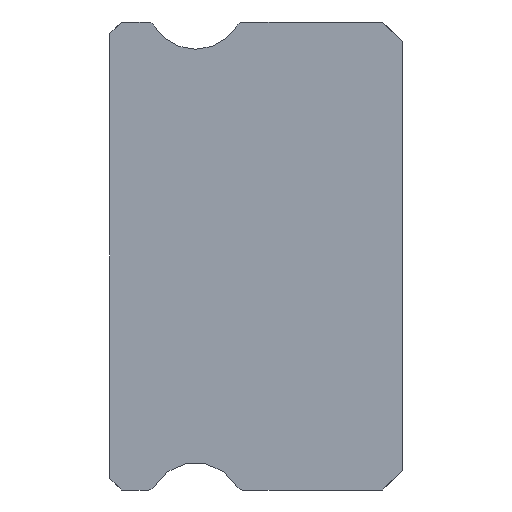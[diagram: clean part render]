
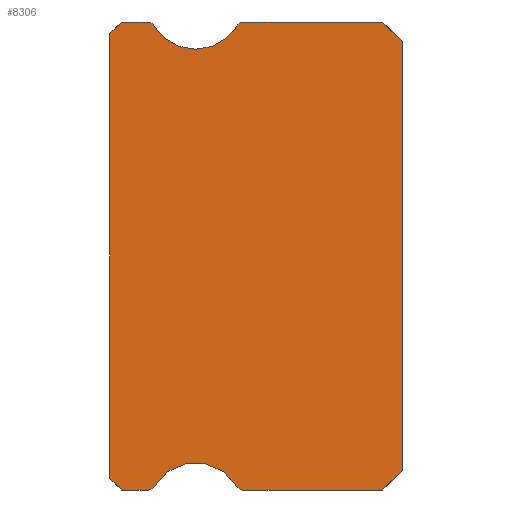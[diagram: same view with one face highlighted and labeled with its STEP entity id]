
A CAD part, left-side view. The second image highlights one B-rep face of the part: STEP entity #8306.
In plain terms, the highlighted planar face has unit normal (-1, 0, 0).
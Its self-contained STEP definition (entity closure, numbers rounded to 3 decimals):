
#122 = CARTESIAN_POINT ( 'NONE',  ( -10., 4.088, -6. ) ) ;
#176 = ORIENTED_EDGE ( 'NONE', *, *, #9917, .F. ) ;
#185 = DIRECTION ( 'NONE',  ( 0., 0., -1. ) ) ;
#327 = AXIS2_PLACEMENT_3D ( 'NONE', #5662, #4929, #3106 ) ;
#417 = VECTOR ( 'NONE', #10444, 1000. ) ;
#423 = EDGE_CURVE ( 'NONE', #5624, #2296, #2510, .T. ) ;
#495 = ORIENTED_EDGE ( 'NONE', *, *, #4675, .T. ) ;
#523 = VECTOR ( 'NONE', #3179, 1000. ) ;
#572 = CARTESIAN_POINT ( 'NONE',  ( -10., 6.383, -5.925 ) ) ;
#582 = CARTESIAN_POINT ( 'NONE',  ( -10., 7.2, 6. ) ) ;
#622 = CIRCLE ( 'NONE', #9705, 0.15 ) ;
#753 = DIRECTION ( 'NONE',  ( 0., 0., -1. ) ) ;
#796 = CARTESIAN_POINT ( 'NONE',  ( -10., 5.3, 6.55 ) ) ;
#807 = DIRECTION ( 'NONE',  ( 0., -0.707, -0.707 ) ) ;
#810 = CARTESIAN_POINT ( 'NONE',  ( -10., 6.383, 5.925 ) ) ;
#854 = DIRECTION ( 'NONE',  ( 0., 0., -1. ) ) ;
#1040 = CARTESIAN_POINT ( 'NONE',  ( -10., 4.088, -5.85 ) ) ;
#1155 = LINE ( 'NONE', #6127, #9986 ) ;
#1237 = VECTOR ( 'NONE', #4035, 1000. ) ;
#1381 = LINE ( 'NONE', #4782, #523 ) ;
#1389 = CARTESIAN_POINT ( 'NONE',  ( -10., 4.217, -5.925 ) ) ;
#1422 = PLANE ( 'NONE',  #327 ) ;
#1601 = VERTEX_POINT ( 'NONE', #7392 ) ;
#1693 = VERTEX_POINT ( 'NONE', #10869 ) ;
#1709 = CARTESIAN_POINT ( 'NONE',  ( -10., 7.2, -6. ) ) ;
#1756 = LINE ( 'NONE', #5889, #9610 ) ;
#1780 = VERTEX_POINT ( 'NONE', #3401 ) ;
#1794 = CIRCLE ( 'NONE', #6227, 1.25 ) ;
#1817 = EDGE_CURVE ( 'NONE', #1601, #2751, #9217, .T. ) ;
#1974 = CIRCLE ( 'NONE', #6388, 1.25 ) ;
#2048 = DIRECTION ( 'NONE',  ( 0., 0., 1. ) ) ;
#2156 = LINE ( 'NONE', #5588, #9172 ) ;
#2265 = DIRECTION ( 'NONE',  ( 0., 0., -1. ) ) ;
#2296 = VERTEX_POINT ( 'NONE', #5465 ) ;
#2301 = CARTESIAN_POINT ( 'NONE',  ( -10., 0.5, -6. ) ) ;
#2510 = LINE ( 'NONE', #11032, #4773 ) ;
#2523 = ORIENTED_EDGE ( 'NONE', *, *, #5732, .F. ) ;
#2718 = EDGE_CURVE ( 'NONE', #2751, #3543, #8789, .T. ) ;
#2751 = VERTEX_POINT ( 'NONE', #7873 ) ;
#2995 = ORIENTED_EDGE ( 'NONE', *, *, #3285, .F. ) ;
#3033 = DIRECTION ( 'NONE',  ( 1., 0., 0. ) ) ;
#3071 = VERTEX_POINT ( 'NONE', #9647 ) ;
#3077 = ORIENTED_EDGE ( 'NONE', *, *, #8567, .F. ) ;
#3106 = DIRECTION ( 'NONE',  ( 0., 0., -1. ) ) ;
#3158 = FACE_OUTER_BOUND ( 'NONE', #4323, .T. ) ;
#3179 = DIRECTION ( 'NONE',  ( 0., -1., 0. ) ) ;
#3285 = EDGE_CURVE ( 'NONE', #10006, #8967, #622, .T. ) ;
#3327 = ORIENTED_EDGE ( 'NONE', *, *, #10650, .T. ) ;
#3374 = ORIENTED_EDGE ( 'NONE', *, *, #8005, .F. ) ;
#3401 = CARTESIAN_POINT ( 'NONE',  ( -10., 4.088, 6. ) ) ;
#3483 = ORIENTED_EDGE ( 'NONE', *, *, #3540, .F. ) ;
#3540 = EDGE_CURVE ( 'NONE', #1693, #1780, #3817, .T. ) ;
#3543 = VERTEX_POINT ( 'NONE', #8025 ) ;
#3664 = VERTEX_POINT ( 'NONE', #9116 ) ;
#3817 = CIRCLE ( 'NONE', #10053, 0.15 ) ;
#3831 = AXIS2_PLACEMENT_3D ( 'NONE', #1040, #5337, #185 ) ;
#4035 = DIRECTION ( 'NONE',  ( 0., 0.707, -0.707 ) ) ;
#4282 = CARTESIAN_POINT ( 'NONE',  ( -10., 6.512, 6. ) ) ;
#4323 = EDGE_LOOP ( 'NONE', ( #10706, #6806, #9206, #4393, #3374, #3077, #8297, #8757, #7848, #3327, #176, #5954, #3483, #2523, #10175, #2995, #495 ) ) ;
#4363 = VERTEX_POINT ( 'NONE', #122 ) ;
#4393 = ORIENTED_EDGE ( 'NONE', *, *, #2718, .T. ) ;
#4506 = LINE ( 'NONE', #9667, #5243 ) ;
#4619 = DIRECTION ( 'NONE',  ( 1., 0., 0. ) ) ;
#4675 = EDGE_CURVE ( 'NONE', #10006, #5624, #2156, .T. ) ;
#4713 = CIRCLE ( 'NONE', #3831, 0.15 ) ;
#4755 = DIRECTION ( 'NONE',  ( 0., 1., 0. ) ) ;
#4773 = VECTOR ( 'NONE', #8445, 1000. ) ;
#4782 = CARTESIAN_POINT ( 'NONE',  ( -10., 6.512, 6. ) ) ;
#4929 = DIRECTION ( 'NONE',  ( 1., 0., 0. ) ) ;
#5009 = DIRECTION ( 'NONE',  ( -1., 0., 0. ) ) ;
#5137 = DIRECTION ( 'NONE',  ( 1., 0., 0. ) ) ;
#5243 = VECTOR ( 'NONE', #2048, 1000. ) ;
#5337 = DIRECTION ( 'NONE',  ( 1., 0., 0. ) ) ;
#5465 = CARTESIAN_POINT ( 'NONE',  ( -10., 7.5, 5.7 ) ) ;
#5588 = CARTESIAN_POINT ( 'NONE',  ( -10., 7.2, 6. ) ) ;
#5624 = VERTEX_POINT ( 'NONE', #582 ) ;
#5662 = CARTESIAN_POINT ( 'NONE',  ( -10., 6.512, 5.85 ) ) ;
#5703 = DIRECTION ( 'NONE',  ( 0., 0., -1. ) ) ;
#5732 = EDGE_CURVE ( 'NONE', #8778, #1693, #9143, .T. ) ;
#5758 = EDGE_CURVE ( 'NONE', #4363, #6304, #4713, .T. ) ;
#5776 = DIRECTION ( 'NONE',  ( 0., -0.707, -0.707 ) ) ;
#5889 = CARTESIAN_POINT ( 'NONE',  ( -10., 7.5, 5.85 ) ) ;
#5954 = ORIENTED_EDGE ( 'NONE', *, *, #7914, .F. ) ;
#6127 = CARTESIAN_POINT ( 'NONE',  ( -10., 6.512, -6. ) ) ;
#6227 = AXIS2_PLACEMENT_3D ( 'NONE', #7428, #6526, #2265 ) ;
#6286 = CARTESIAN_POINT ( 'NONE',  ( -10., 4.088, 5.85 ) ) ;
#6300 = VERTEX_POINT ( 'NONE', #2301 ) ;
#6304 = VERTEX_POINT ( 'NONE', #1389 ) ;
#6388 = AXIS2_PLACEMENT_3D ( 'NONE', #796, #8610, #854 ) ;
#6526 = DIRECTION ( 'NONE',  ( -1., 0., 0. ) ) ;
#6645 = CARTESIAN_POINT ( 'NONE',  ( -10., 0.5, 6. ) ) ;
#6780 = DIRECTION ( 'NONE',  ( 0., 0., -1. ) ) ;
#6806 = ORIENTED_EDGE ( 'NONE', *, *, #9443, .F. ) ;
#6866 = DIRECTION ( 'NONE',  ( 0., 0., 1. ) ) ;
#7012 = DIRECTION ( 'NONE',  ( 0., 1., 0. ) ) ;
#7020 = DIRECTION ( 'NONE',  ( 0., 0., -1. ) ) ;
#7068 = CARTESIAN_POINT ( 'NONE',  ( -10., 5.3, 5.3 ) ) ;
#7078 = VECTOR ( 'NONE', #807, 1000. ) ;
#7253 = CARTESIAN_POINT ( 'NONE',  ( -10., 0., -5.5 ) ) ;
#7392 = CARTESIAN_POINT ( 'NONE',  ( -10., 7.5, -5.7 ) ) ;
#7428 = CARTESIAN_POINT ( 'NONE',  ( -10., 5.3, -6.55 ) ) ;
#7472 = CARTESIAN_POINT ( 'NONE',  ( -10., 0., 5.5 ) ) ;
#7492 = AXIS2_PLACEMENT_3D ( 'NONE', #11046, #5137, #6780 ) ;
#7848 = ORIENTED_EDGE ( 'NONE', *, *, #8631, .F. ) ;
#7873 = CARTESIAN_POINT ( 'NONE',  ( -10., 7.2, -6. ) ) ;
#7914 = EDGE_CURVE ( 'NONE', #1780, #3071, #1381, .T. ) ;
#8005 = EDGE_CURVE ( 'NONE', #10949, #3543, #9072, .T. ) ;
#8025 = CARTESIAN_POINT ( 'NONE',  ( -10., 6.512, -6. ) ) ;
#8297 = ORIENTED_EDGE ( 'NONE', *, *, #5758, .F. ) ;
#8306 = ADVANCED_FACE ( 'NONE', ( #3158 ), #1422, .F. ) ;
#8445 = DIRECTION ( 'NONE',  ( 0., 0.707, -0.707 ) ) ;
#8481 = EDGE_CURVE ( 'NONE', #8967, #8778, #1974, .T. ) ;
#8567 = EDGE_CURVE ( 'NONE', #6304, #10949, #1794, .T. ) ;
#8610 = DIRECTION ( 'NONE',  ( -1., 0., 0. ) ) ;
#8631 = EDGE_CURVE ( 'NONE', #3664, #6300, #10841, .T. ) ;
#8757 = ORIENTED_EDGE ( 'NONE', *, *, #8795, .F. ) ;
#8778 = VERTEX_POINT ( 'NONE', #7068 ) ;
#8789 = LINE ( 'NONE', #10497, #417 ) ;
#8795 = EDGE_CURVE ( 'NONE', #6300, #4363, #1155, .T. ) ;
#8967 = VERTEX_POINT ( 'NONE', #810 ) ;
#8968 = CARTESIAN_POINT ( 'NONE',  ( -10., 6.512, 5.85 ) ) ;
#9072 = CIRCLE ( 'NONE', #7492, 0.15 ) ;
#9116 = CARTESIAN_POINT ( 'NONE',  ( -10., 0., -5.5 ) ) ;
#9143 = CIRCLE ( 'NONE', #10597, 1.25 ) ;
#9172 = VECTOR ( 'NONE', #4755, 1000. ) ;
#9206 = ORIENTED_EDGE ( 'NONE', *, *, #1817, .T. ) ;
#9217 = LINE ( 'NONE', #1709, #7078 ) ;
#9443 = EDGE_CURVE ( 'NONE', #1601, #2296, #1756, .T. ) ;
#9610 = VECTOR ( 'NONE', #6866, 1000. ) ;
#9647 = CARTESIAN_POINT ( 'NONE',  ( -10., 0.5, 6. ) ) ;
#9667 = CARTESIAN_POINT ( 'NONE',  ( -10., 0., 5.5 ) ) ;
#9705 = AXIS2_PLACEMENT_3D ( 'NONE', #8968, #3033, #5703 ) ;
#9737 = VERTEX_POINT ( 'NONE', #7472 ) ;
#9917 = EDGE_CURVE ( 'NONE', #3071, #9737, #10913, .T. ) ;
#9986 = VECTOR ( 'NONE', #7012, 1000. ) ;
#10006 = VERTEX_POINT ( 'NONE', #4282 ) ;
#10053 = AXIS2_PLACEMENT_3D ( 'NONE', #6286, #4619, #7020 ) ;
#10075 = CARTESIAN_POINT ( 'NONE',  ( -10., 5.3, 6.55 ) ) ;
#10175 = ORIENTED_EDGE ( 'NONE', *, *, #8481, .F. ) ;
#10444 = DIRECTION ( 'NONE',  ( 0., -1., 0. ) ) ;
#10497 = CARTESIAN_POINT ( 'NONE',  ( -10., 6.512, -6. ) ) ;
#10597 = AXIS2_PLACEMENT_3D ( 'NONE', #10075, #5009, #753 ) ;
#10650 = EDGE_CURVE ( 'NONE', #3664, #9737, #4506, .T. ) ;
#10656 = VECTOR ( 'NONE', #5776, 1000. ) ;
#10706 = ORIENTED_EDGE ( 'NONE', *, *, #423, .T. ) ;
#10841 = LINE ( 'NONE', #7253, #1237 ) ;
#10869 = CARTESIAN_POINT ( 'NONE',  ( -10., 4.217, 5.925 ) ) ;
#10913 = LINE ( 'NONE', #6645, #10656 ) ;
#10949 = VERTEX_POINT ( 'NONE', #572 ) ;
#11032 = CARTESIAN_POINT ( 'NONE',  ( -10., 7.5, 5.7 ) ) ;
#11046 = CARTESIAN_POINT ( 'NONE',  ( -10., 6.512, -5.85 ) ) ;
